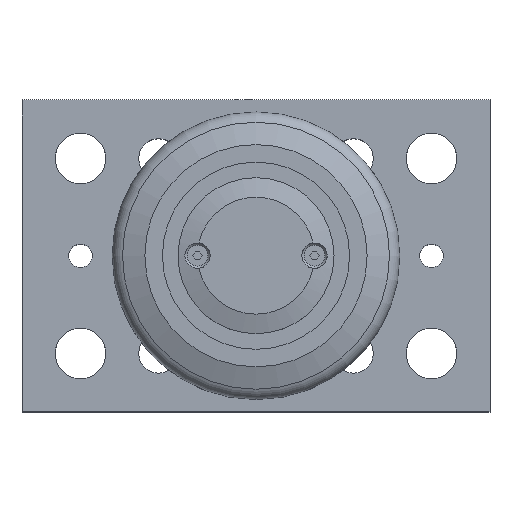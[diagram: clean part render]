
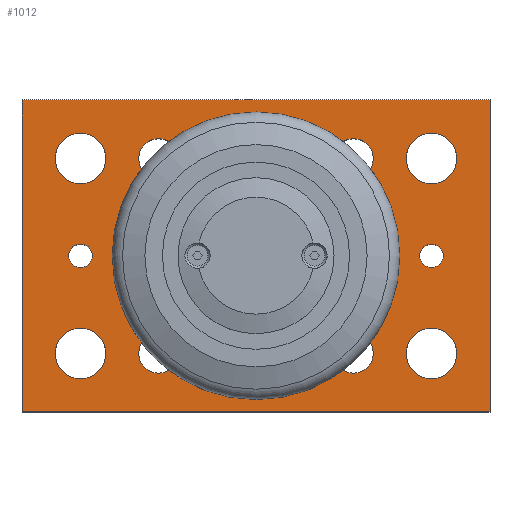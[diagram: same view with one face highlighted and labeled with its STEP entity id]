
A CAD part, top view. The second image highlights one B-rep face of the part: STEP entity #1012.
In plain terms, the highlighted planar face has unit normal (0, 0, 1).
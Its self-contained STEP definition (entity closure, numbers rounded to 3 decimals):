
#40=FACE_BOUND('',#154,.T.);
#41=FACE_BOUND('',#155,.T.);
#42=FACE_BOUND('',#156,.T.);
#43=FACE_BOUND('',#157,.T.);
#44=FACE_BOUND('',#158,.T.);
#45=FACE_BOUND('',#159,.T.);
#46=FACE_BOUND('',#160,.T.);
#47=FACE_BOUND('',#161,.T.);
#48=FACE_BOUND('',#162,.T.);
#49=FACE_BOUND('',#163,.T.);
#50=FACE_BOUND('',#164,.T.);
#68=PLANE('',#1090);
#97=FACE_OUTER_BOUND('',#153,.T.);
#153=EDGE_LOOP('',(#710,#711,#712,#713));
#154=EDGE_LOOP('',(#714));
#155=EDGE_LOOP('',(#715,#716));
#156=EDGE_LOOP('',(#717,#718));
#157=EDGE_LOOP('',(#719,#720));
#158=EDGE_LOOP('',(#721,#722));
#159=EDGE_LOOP('',(#723));
#160=EDGE_LOOP('',(#724));
#161=EDGE_LOOP('',(#725));
#162=EDGE_LOOP('',(#726));
#163=EDGE_LOOP('',(#727));
#164=EDGE_LOOP('',(#728));
#237=LINE('',#1553,#310);
#238=LINE('',#1555,#311);
#239=LINE('',#1557,#312);
#240=LINE('',#1558,#313);
#310=VECTOR('',#1225,10.);
#311=VECTOR('',#1226,10.);
#312=VECTOR('',#1227,10.);
#313=VECTOR('',#1228,10.);
#384=CIRCLE('',#1091,23.5);
#385=CIRCLE('',#1092,5.053);
#386=CIRCLE('',#1093,5.053);
#387=CIRCLE('',#1094,5.053);
#388=CIRCLE('',#1095,5.053);
#389=CIRCLE('',#1096,5.053);
#390=CIRCLE('',#1097,5.053);
#391=CIRCLE('',#1098,5.053);
#392=CIRCLE('',#1099,5.053);
#393=CIRCLE('',#1100,6.5);
#394=CIRCLE('',#1101,6.5);
#395=CIRCLE('',#1102,6.5);
#396=CIRCLE('',#1103,6.5);
#397=CIRCLE('',#1104,3.);
#398=CIRCLE('',#1105,3.);
#456=VERTEX_POINT('',#1551);
#457=VERTEX_POINT('',#1552);
#458=VERTEX_POINT('',#1554);
#459=VERTEX_POINT('',#1556);
#460=VERTEX_POINT('',#1559);
#461=VERTEX_POINT('',#1561);
#462=VERTEX_POINT('',#1562);
#463=VERTEX_POINT('',#1565);
#464=VERTEX_POINT('',#1566);
#465=VERTEX_POINT('',#1569);
#466=VERTEX_POINT('',#1570);
#467=VERTEX_POINT('',#1573);
#468=VERTEX_POINT('',#1574);
#469=VERTEX_POINT('',#1577);
#470=VERTEX_POINT('',#1579);
#471=VERTEX_POINT('',#1581);
#472=VERTEX_POINT('',#1583);
#473=VERTEX_POINT('',#1585);
#474=VERTEX_POINT('',#1587);
#560=EDGE_CURVE('',#456,#457,#237,.T.);
#561=EDGE_CURVE('',#458,#456,#238,.T.);
#562=EDGE_CURVE('',#459,#458,#239,.T.);
#563=EDGE_CURVE('',#457,#459,#240,.T.);
#564=EDGE_CURVE('',#460,#460,#384,.T.);
#565=EDGE_CURVE('',#461,#462,#385,.T.);
#566=EDGE_CURVE('',#462,#461,#386,.T.);
#567=EDGE_CURVE('',#463,#464,#387,.T.);
#568=EDGE_CURVE('',#464,#463,#388,.T.);
#569=EDGE_CURVE('',#465,#466,#389,.T.);
#570=EDGE_CURVE('',#466,#465,#390,.T.);
#571=EDGE_CURVE('',#467,#468,#391,.T.);
#572=EDGE_CURVE('',#468,#467,#392,.T.);
#573=EDGE_CURVE('',#469,#469,#393,.T.);
#574=EDGE_CURVE('',#470,#470,#394,.T.);
#575=EDGE_CURVE('',#471,#471,#395,.T.);
#576=EDGE_CURVE('',#472,#472,#396,.T.);
#577=EDGE_CURVE('',#473,#473,#397,.T.);
#578=EDGE_CURVE('',#474,#474,#398,.T.);
#710=ORIENTED_EDGE('',*,*,#560,.F.);
#711=ORIENTED_EDGE('',*,*,#561,.F.);
#712=ORIENTED_EDGE('',*,*,#562,.F.);
#713=ORIENTED_EDGE('',*,*,#563,.F.);
#714=ORIENTED_EDGE('',*,*,#564,.T.);
#715=ORIENTED_EDGE('',*,*,#565,.T.);
#716=ORIENTED_EDGE('',*,*,#566,.T.);
#717=ORIENTED_EDGE('',*,*,#567,.T.);
#718=ORIENTED_EDGE('',*,*,#568,.T.);
#719=ORIENTED_EDGE('',*,*,#569,.T.);
#720=ORIENTED_EDGE('',*,*,#570,.T.);
#721=ORIENTED_EDGE('',*,*,#571,.T.);
#722=ORIENTED_EDGE('',*,*,#572,.T.);
#723=ORIENTED_EDGE('',*,*,#573,.T.);
#724=ORIENTED_EDGE('',*,*,#574,.T.);
#725=ORIENTED_EDGE('',*,*,#575,.T.);
#726=ORIENTED_EDGE('',*,*,#576,.T.);
#727=ORIENTED_EDGE('',*,*,#577,.T.);
#728=ORIENTED_EDGE('',*,*,#578,.T.);
#1012=ADVANCED_FACE('',(#97,#40,#41,#42,#43,#44,#45,#46,#47,#48,#49,#50),
#68,.T.);
#1090=AXIS2_PLACEMENT_3D('',#1550,#1223,#1224);
#1091=AXIS2_PLACEMENT_3D('',#1560,#1229,#1230);
#1092=AXIS2_PLACEMENT_3D('',#1563,#1231,#1232);
#1093=AXIS2_PLACEMENT_3D('',#1564,#1233,#1234);
#1094=AXIS2_PLACEMENT_3D('',#1567,#1235,#1236);
#1095=AXIS2_PLACEMENT_3D('',#1568,#1237,#1238);
#1096=AXIS2_PLACEMENT_3D('',#1571,#1239,#1240);
#1097=AXIS2_PLACEMENT_3D('',#1572,#1241,#1242);
#1098=AXIS2_PLACEMENT_3D('',#1575,#1243,#1244);
#1099=AXIS2_PLACEMENT_3D('',#1576,#1245,#1246);
#1100=AXIS2_PLACEMENT_3D('',#1578,#1247,#1248);
#1101=AXIS2_PLACEMENT_3D('',#1580,#1249,#1250);
#1102=AXIS2_PLACEMENT_3D('',#1582,#1251,#1252);
#1103=AXIS2_PLACEMENT_3D('',#1584,#1253,#1254);
#1104=AXIS2_PLACEMENT_3D('',#1586,#1255,#1256);
#1105=AXIS2_PLACEMENT_3D('',#1588,#1257,#1258);
#1223=DIRECTION('center_axis',(0.,0.,1.));
#1224=DIRECTION('ref_axis',(1.,0.,0.));
#1225=DIRECTION('',(0.,1.,0.));
#1226=DIRECTION('',(-1.,0.,0.));
#1227=DIRECTION('',(0.,-1.,0.));
#1228=DIRECTION('',(1.,0.,0.));
#1229=DIRECTION('center_axis',(0.,0.,-1.));
#1230=DIRECTION('ref_axis',(-1.,0.,0.));
#1231=DIRECTION('center_axis',(0.,0.,-1.));
#1232=DIRECTION('ref_axis',(1.,0.,0.));
#1233=DIRECTION('center_axis',(0.,0.,-1.));
#1234=DIRECTION('ref_axis',(1.,0.,0.));
#1235=DIRECTION('center_axis',(0.,0.,-1.));
#1236=DIRECTION('ref_axis',(1.,0.,0.));
#1237=DIRECTION('center_axis',(0.,0.,-1.));
#1238=DIRECTION('ref_axis',(1.,0.,0.));
#1239=DIRECTION('center_axis',(0.,0.,-1.));
#1240=DIRECTION('ref_axis',(1.,0.,0.));
#1241=DIRECTION('center_axis',(0.,0.,-1.));
#1242=DIRECTION('ref_axis',(1.,0.,0.));
#1243=DIRECTION('center_axis',(0.,0.,-1.));
#1244=DIRECTION('ref_axis',(1.,0.,0.));
#1245=DIRECTION('center_axis',(0.,0.,-1.));
#1246=DIRECTION('ref_axis',(1.,0.,0.));
#1247=DIRECTION('center_axis',(0.,0.,-1.));
#1248=DIRECTION('ref_axis',(-1.,0.,0.));
#1249=DIRECTION('center_axis',(0.,0.,-1.));
#1250=DIRECTION('ref_axis',(-1.,0.,0.));
#1251=DIRECTION('center_axis',(0.,0.,-1.));
#1252=DIRECTION('ref_axis',(-1.,0.,0.));
#1253=DIRECTION('center_axis',(0.,0.,-1.));
#1254=DIRECTION('ref_axis',(-1.,0.,0.));
#1255=DIRECTION('center_axis',(0.,0.,-1.));
#1256=DIRECTION('ref_axis',(-1.,0.,0.));
#1257=DIRECTION('center_axis',(0.,0.,-1.));
#1258=DIRECTION('ref_axis',(-1.,0.,0.));
#1550=CARTESIAN_POINT('Origin',(60.,40.,15.));
#1551=CARTESIAN_POINT('',(0.,0.,15.));
#1552=CARTESIAN_POINT('',(0.,80.,15.));
#1553=CARTESIAN_POINT('',(0.,80.,15.));
#1554=CARTESIAN_POINT('',(120.,0.,15.));
#1555=CARTESIAN_POINT('',(0.,0.,15.));
#1556=CARTESIAN_POINT('',(120.,80.,15.));
#1557=CARTESIAN_POINT('',(120.,0.,15.));
#1558=CARTESIAN_POINT('',(120.,80.,15.));
#1559=CARTESIAN_POINT('',(83.5,40.,15.));
#1560=CARTESIAN_POINT('Origin',(60.,40.,15.));
#1561=CARTESIAN_POINT('',(40.053,15.,15.));
#1562=CARTESIAN_POINT('',(29.947,15.,15.));
#1563=CARTESIAN_POINT('Origin',(35.,15.,15.));
#1564=CARTESIAN_POINT('Origin',(35.,15.,15.));
#1565=CARTESIAN_POINT('',(90.053,15.,15.));
#1566=CARTESIAN_POINT('',(79.947,15.,15.));
#1567=CARTESIAN_POINT('Origin',(85.,15.,15.));
#1568=CARTESIAN_POINT('Origin',(85.,15.,15.));
#1569=CARTESIAN_POINT('',(90.053,65.,15.));
#1570=CARTESIAN_POINT('',(79.947,65.,15.));
#1571=CARTESIAN_POINT('Origin',(85.,65.,15.));
#1572=CARTESIAN_POINT('Origin',(85.,65.,15.));
#1573=CARTESIAN_POINT('',(40.053,65.,15.));
#1574=CARTESIAN_POINT('',(29.947,65.,15.));
#1575=CARTESIAN_POINT('Origin',(35.,65.,15.));
#1576=CARTESIAN_POINT('Origin',(35.,65.,15.));
#1577=CARTESIAN_POINT('',(111.5,65.,15.));
#1578=CARTESIAN_POINT('Origin',(105.,65.,15.));
#1579=CARTESIAN_POINT('',(21.5,15.,15.));
#1580=CARTESIAN_POINT('Origin',(15.,15.,15.));
#1581=CARTESIAN_POINT('',(21.5,65.,15.));
#1582=CARTESIAN_POINT('Origin',(15.,65.,15.));
#1583=CARTESIAN_POINT('',(111.5,15.,15.));
#1584=CARTESIAN_POINT('Origin',(105.,15.,15.));
#1585=CARTESIAN_POINT('',(108.,40.,15.));
#1586=CARTESIAN_POINT('Origin',(105.,40.,15.));
#1587=CARTESIAN_POINT('',(18.,40.,15.));
#1588=CARTESIAN_POINT('Origin',(15.,40.,15.));
